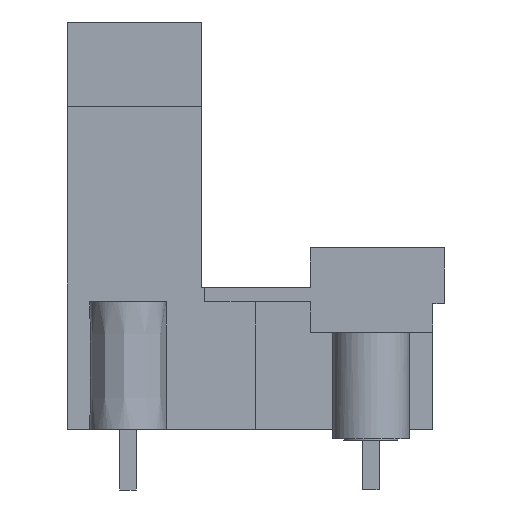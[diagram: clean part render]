
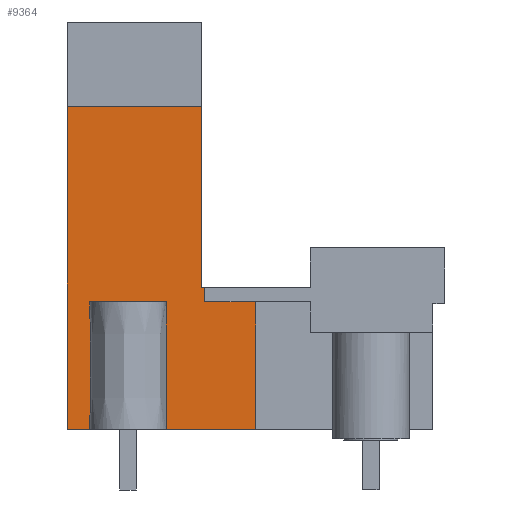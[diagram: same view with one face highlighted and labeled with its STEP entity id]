
A CAD part, left-side view. The second image highlights one B-rep face of the part: STEP entity #9364.
In plain terms, the highlighted planar face has unit normal (-1, 0, 0).
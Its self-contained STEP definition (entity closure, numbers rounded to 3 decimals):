
#9289=AXIS2_PLACEMENT_3D('Plane Axis2P3D',#9286,#9287,#9288) ;
#5169=CARTESIAN_POINT('Vertex',(3.84,23.67,3.8)) ;
#5172=CARTESIAN_POINT('Line Origine',(3.84,23.67,13.93)) ;
#5176=CARTESIAN_POINT('Vertex',(3.84,23.67,24.06)) ;
#5473=CARTESIAN_POINT('Vertex',(3.84,15.24,24.06)) ;
#5476=CARTESIAN_POINT('Line Origine',(3.84,15.24,18.38)) ;
#5480=CARTESIAN_POINT('Vertex',(3.84,15.24,12.7)) ;
#6289=CARTESIAN_POINT('Vertex',(3.84,21.887,3.8)) ;
#6292=CARTESIAN_POINT('Line Origine',(3.84,22.779,3.8)) ;
#6506=CARTESIAN_POINT('Vertex',(3.84,11.84,3.8)) ;
#6509=CARTESIAN_POINT('Line Origine',(3.84,13.165,3.8)) ;
#6513=CARTESIAN_POINT('Vertex',(3.84,14.49,3.8)) ;
#6516=CARTESIAN_POINT('Line Origine',(3.84,16.171,3.8)) ;
#6520=CARTESIAN_POINT('Vertex',(3.84,17.853,3.8)) ;
#9286=CARTESIAN_POINT('Axis2P3D Location',(3.84,23.67,3.2)) ;
#9291=CARTESIAN_POINT('Line Origine',(3.84,20.055,24.06)) ;
#9295=CARTESIAN_POINT('Vertex',(3.84,16.44,24.06)) ;
#9298=CARTESIAN_POINT('Line Origine',(3.84,21.887,7.8)) ;
#9302=CARTESIAN_POINT('Vertex',(3.84,21.887,11.8)) ;
#9305=CARTESIAN_POINT('Line Origine',(3.84,19.87,11.8)) ;
#9309=CARTESIAN_POINT('Vertex',(3.84,17.853,11.8)) ;
#9312=CARTESIAN_POINT('Line Origine',(3.84,17.853,7.8)) ;
#9317=CARTESIAN_POINT('Line Origine',(3.84,11.84,7.8)) ;
#9321=CARTESIAN_POINT('Vertex',(3.84,11.84,11.8)) ;
#9324=CARTESIAN_POINT('Line Origine',(3.84,13.44,11.8)) ;
#9328=CARTESIAN_POINT('Vertex',(3.84,15.04,11.8)) ;
#9331=CARTESIAN_POINT('Line Origine',(3.84,15.04,12.25)) ;
#9335=CARTESIAN_POINT('Vertex',(3.84,15.04,12.7)) ;
#9338=CARTESIAN_POINT('Line Origine',(3.84,15.14,12.7)) ;
#9343=CARTESIAN_POINT('Line Origine',(3.84,15.84,24.06)) ;
#5173=DIRECTION('Vector Direction',(0.,0.,1.)) ;
#5477=DIRECTION('Vector Direction',(0.,0.,1.)) ;
#6293=DIRECTION('Vector Direction',(0.,1.,0.)) ;
#6510=DIRECTION('Vector Direction',(0.,-1.,0.)) ;
#6517=DIRECTION('Vector Direction',(0.,1.,0.)) ;
#9287=DIRECTION('Axis2P3D Direction',(-1.,0.,0.)) ;
#9288=DIRECTION('Axis2P3D XDirection',(0.,-1.,0.)) ;
#9292=DIRECTION('Vector Direction',(0.,1.,0.)) ;
#9299=DIRECTION('Vector Direction',(0.,0.,1.)) ;
#9306=DIRECTION('Vector Direction',(0.,1.,0.)) ;
#9313=DIRECTION('Vector Direction',(0.,0.,1.)) ;
#9318=DIRECTION('Vector Direction',(0.,0.,1.)) ;
#9325=DIRECTION('Vector Direction',(0.,1.,0.)) ;
#9332=DIRECTION('Vector Direction',(0.,0.,-1.)) ;
#9339=DIRECTION('Vector Direction',(0.,-1.,0.)) ;
#9344=DIRECTION('Vector Direction',(0.,-1.,0.)) ;
#5174=VECTOR('Line Direction',#5173,1.) ;
#5478=VECTOR('Line Direction',#5477,1.) ;
#6294=VECTOR('Line Direction',#6293,1.) ;
#6511=VECTOR('Line Direction',#6510,1.) ;
#6518=VECTOR('Line Direction',#6517,1.) ;
#9293=VECTOR('Line Direction',#9292,1.) ;
#9300=VECTOR('Line Direction',#9299,1.) ;
#9307=VECTOR('Line Direction',#9306,1.) ;
#9314=VECTOR('Line Direction',#9313,1.) ;
#9319=VECTOR('Line Direction',#9318,1.) ;
#9326=VECTOR('Line Direction',#9325,1.) ;
#9333=VECTOR('Line Direction',#9332,1.) ;
#9340=VECTOR('Line Direction',#9339,1.) ;
#9345=VECTOR('Line Direction',#9344,1.) ;
#9349=ORIENTED_EDGE('',*,*,#9297,.T.) ;
#9350=ORIENTED_EDGE('',*,*,#5178,.T.) ;
#9351=ORIENTED_EDGE('',*,*,#6296,.F.) ;
#9352=ORIENTED_EDGE('',*,*,#9304,.T.) ;
#9353=ORIENTED_EDGE('',*,*,#9311,.F.) ;
#9354=ORIENTED_EDGE('',*,*,#9316,.F.) ;
#9355=ORIENTED_EDGE('',*,*,#6522,.F.) ;
#9356=ORIENTED_EDGE('',*,*,#6515,.T.) ;
#9357=ORIENTED_EDGE('',*,*,#9323,.T.) ;
#9358=ORIENTED_EDGE('',*,*,#9330,.T.) ;
#9359=ORIENTED_EDGE('',*,*,#9337,.F.) ;
#9360=ORIENTED_EDGE('',*,*,#9342,.F.) ;
#9361=ORIENTED_EDGE('',*,*,#5482,.T.) ;
#9362=ORIENTED_EDGE('',*,*,#9347,.T.) ;
#9364=ADVANCED_FACE('HOUSING',(#9363),#9290,.T.) ;
#5178=EDGE_CURVE('',#5177,#5170,#5175,.F.) ;
#5482=EDGE_CURVE('',#5481,#5474,#5479,.T.) ;
#6296=EDGE_CURVE('',#6290,#5170,#6295,.T.) ;
#6515=EDGE_CURVE('',#6514,#6507,#6512,.T.) ;
#6522=EDGE_CURVE('',#6514,#6521,#6519,.T.) ;
#9297=EDGE_CURVE('',#9296,#5177,#9294,.T.) ;
#9304=EDGE_CURVE('',#6290,#9303,#9301,.T.) ;
#9311=EDGE_CURVE('',#9310,#9303,#9308,.T.) ;
#9316=EDGE_CURVE('',#6521,#9310,#9315,.T.) ;
#9323=EDGE_CURVE('',#6507,#9322,#9320,.T.) ;
#9330=EDGE_CURVE('',#9322,#9329,#9327,.T.) ;
#9337=EDGE_CURVE('',#9336,#9329,#9334,.T.) ;
#9342=EDGE_CURVE('',#5481,#9336,#9341,.T.) ;
#9347=EDGE_CURVE('',#5474,#9296,#9346,.F.) ;
#9348=EDGE_LOOP('',(#9349,#9350,#9351,#9352,#9353,#9354,#9355,#9356,#9357,#9358,#9359,#9360,#9361,#9362)) ;
#9363=FACE_OUTER_BOUND('',#9348,.T.) ;
#5175=LINE('Line',#5172,#5174) ;
#5479=LINE('Line',#5476,#5478) ;
#6295=LINE('Line',#6292,#6294) ;
#6512=LINE('Line',#6509,#6511) ;
#6519=LINE('Line',#6516,#6518) ;
#9294=LINE('Line',#9291,#9293) ;
#9301=LINE('Line',#9298,#9300) ;
#9308=LINE('Line',#9305,#9307) ;
#9315=LINE('Line',#9312,#9314) ;
#9320=LINE('Line',#9317,#9319) ;
#9327=LINE('Line',#9324,#9326) ;
#9334=LINE('Line',#9331,#9333) ;
#9341=LINE('Line',#9338,#9340) ;
#9346=LINE('Line',#9343,#9345) ;
#9290=PLANE('',#9289) ;
#5170=VERTEX_POINT('',#5169) ;
#5177=VERTEX_POINT('',#5176) ;
#5474=VERTEX_POINT('',#5473) ;
#5481=VERTEX_POINT('',#5480) ;
#6290=VERTEX_POINT('',#6289) ;
#6507=VERTEX_POINT('',#6506) ;
#6514=VERTEX_POINT('',#6513) ;
#6521=VERTEX_POINT('',#6520) ;
#9296=VERTEX_POINT('',#9295) ;
#9303=VERTEX_POINT('',#9302) ;
#9310=VERTEX_POINT('',#9309) ;
#9322=VERTEX_POINT('',#9321) ;
#9329=VERTEX_POINT('',#9328) ;
#9336=VERTEX_POINT('',#9335) ;
